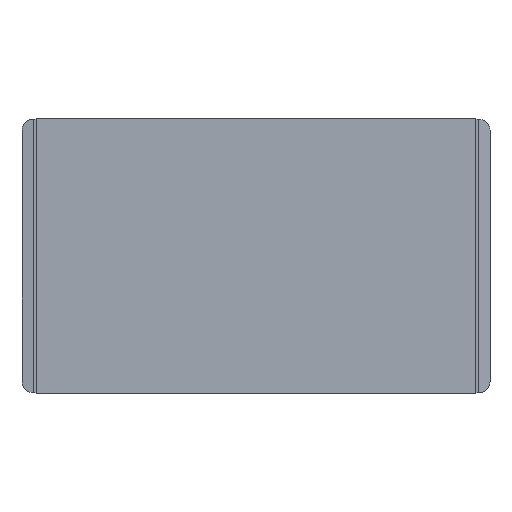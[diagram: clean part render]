
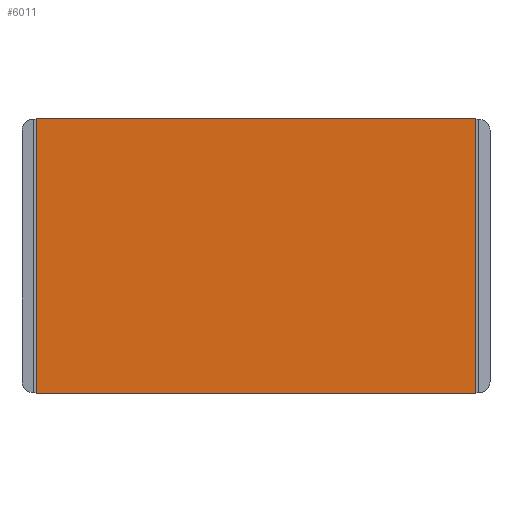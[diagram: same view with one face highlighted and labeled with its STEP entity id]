
A CAD part, top view. The second image highlights one B-rep face of the part: STEP entity #6011.
In plain terms, the highlighted planar face has unit normal (0, 0, 1).
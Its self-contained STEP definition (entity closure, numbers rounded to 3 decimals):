
#5718 = VERTEX_POINT('',#5719);
#5719 = CARTESIAN_POINT('',(-18.19,11.4,
    7.531));
#5766 = VERTEX_POINT('',#5767);
#5767 = CARTESIAN_POINT('',(-18.19,-11.4,
    7.531));
#5773 = EDGE_CURVE('',#5718,#5766,#5774,.T.);
#5774 = LINE('',#5775,#5776);
#5775 = CARTESIAN_POINT('',(-18.19,11.4,
    7.531));
#5776 = VECTOR('',#5777,1.);
#5777 = DIRECTION('',(0.,-1.,0.));
#5812 = VERTEX_POINT('',#5813);
#5813 = CARTESIAN_POINT('',(18.19,11.4,
    7.531));
#5826 = EDGE_CURVE('',#5812,#5718,#5827,.T.);
#5827 = LINE('',#5828,#5829);
#5828 = CARTESIAN_POINT('',(18.19,11.4,
    7.531));
#5829 = VECTOR('',#5830,1.);
#5830 = DIRECTION('',(-1.,0.,0.));
#5843 = VERTEX_POINT('',#5844);
#5844 = CARTESIAN_POINT('',(18.19,-11.4,
    7.531));
#5889 = EDGE_CURVE('',#5843,#5812,#5890,.T.);
#5890 = LINE('',#5891,#5892);
#5891 = CARTESIAN_POINT('',(18.19,-11.4,
    7.531));
#5892 = VECTOR('',#5893,1.);
#5893 = DIRECTION('',(0.,1.,0.));
#5933 = EDGE_CURVE('',#5766,#5843,#5934,.T.);
#5934 = LINE('',#5935,#5936);
#5935 = CARTESIAN_POINT('',(-18.19,-11.4,
    7.531));
#5936 = VECTOR('',#5937,1.);
#5937 = DIRECTION('',(1.,0.,0.));
#6011 = ADVANCED_FACE('',(#6012),#6018,.T.);
#6012 = FACE_BOUND('',#6013,.T.);
#6013 = EDGE_LOOP('',(#6014,#6015,#6016,#6017));
#6014 = ORIENTED_EDGE('',*,*,#5773,.T.);
#6015 = ORIENTED_EDGE('',*,*,#5933,.T.);
#6016 = ORIENTED_EDGE('',*,*,#5889,.T.);
#6017 = ORIENTED_EDGE('',*,*,#5826,.T.);
#6018 = PLANE('',#6019);
#6019 = AXIS2_PLACEMENT_3D('',#6020,#6021,#6022);
#6020 = CARTESIAN_POINT('',(6.751,35.553,7.531
    ));
#6021 = DIRECTION('',(0.,0.,1.));
#6022 = DIRECTION('',(1.,0.,0.));
